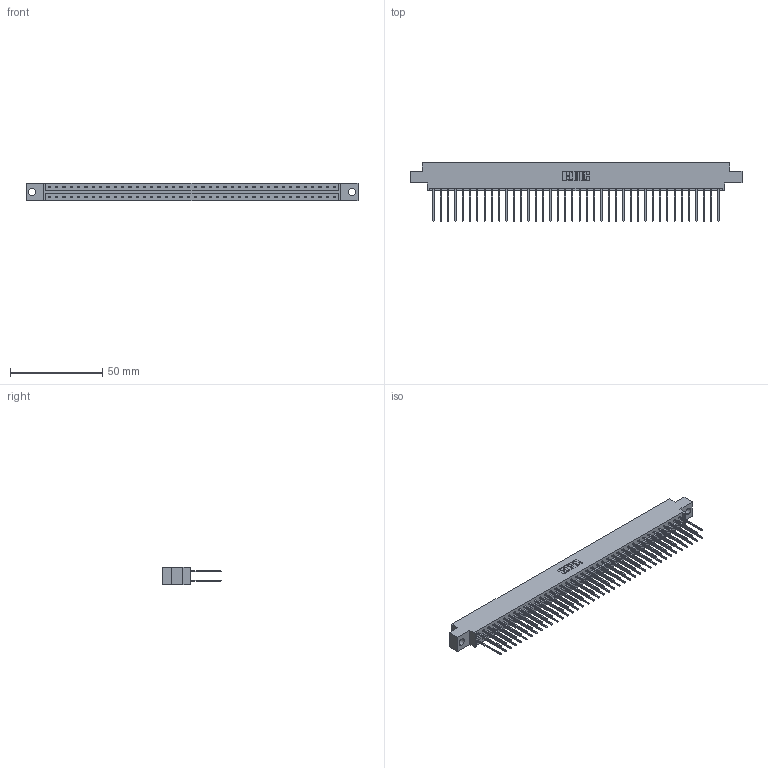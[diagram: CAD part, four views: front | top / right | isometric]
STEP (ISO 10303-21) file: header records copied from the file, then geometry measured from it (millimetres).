
FILE_DESCRIPTION (( 'STEP AP203' ), '1' );
FILE_NAME ('333-080-542-804.STEP', '2018-08-05T01:48:24', ( '' ), ( '' ), 'SwSTEP 2.0', 'SolidWorks 2016', '' );
FILE_SCHEMA (( 'CONFIG_CONTROL_DESIGN' ));
Length unit declared in the file: inch
Products named in the file (3): 333 Part_Offset - .156 Dia - TH; 345-292-001_345-293-142; 333-080-542-804
Assembly tree (81 placements, depth 2):
  333-080-542-804
    333 Part_Offset - .156 Dia - TH
    345-292-001_345-293-142  x80
Bounding box: 180.04 x 31.63 x 9.4 mm (x, y, z)
Volume: 18419.1 mm3; surface area: 23620 mm2
Topology: 81 solids, 81 shells, 4278 faces, 12723 edges, 8374 vertices
Faces by surface type: plane 2954, cylinder 1324
Entity records: 26145 total; most frequent: CARTESIAN_POINT 4338, ORIENTED_EDGE 4274, DIRECTION 3709, EDGE_CURVE 2137, LINE 2009, VECTOR 2009, VERTEX_POINT 1422, AXIS2_PLACEMENT_3D 850
